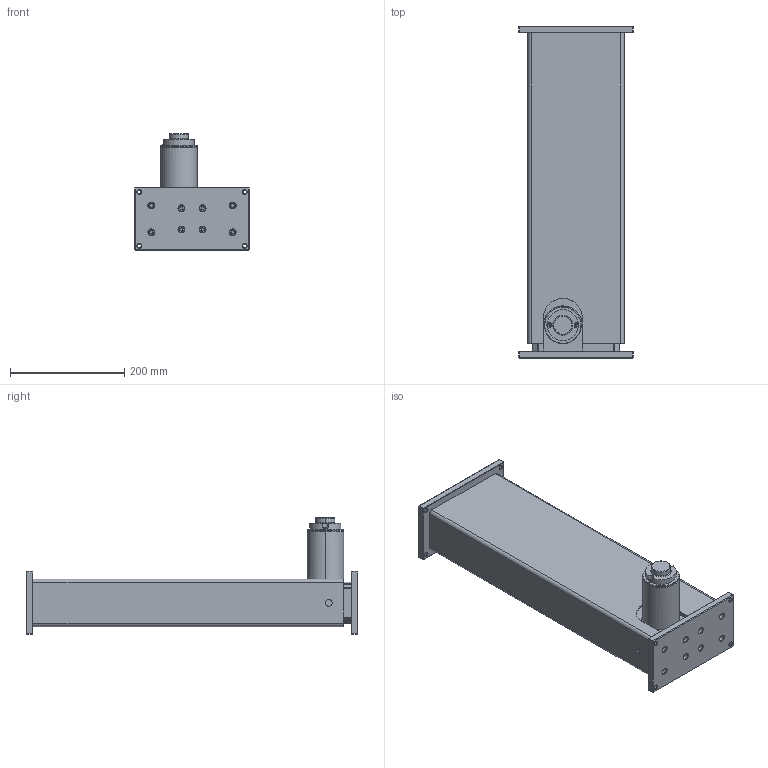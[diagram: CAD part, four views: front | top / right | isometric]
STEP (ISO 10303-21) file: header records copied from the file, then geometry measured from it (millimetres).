
FILE_DESCRIPTION (( 'STEP AP214' ), '1' );
FILE_NAME ('LG-12.STEP', '2023-08-04T17:55:38', ( '' ), ( '' ), 'SwSTEP 2.0', 'SolidWorks 2018', '' );
FILE_SCHEMA (( 'AUTOMOTIVE_DESIGN' ));
Length unit declared in the file: millimetre
Products named in the file (6): LG-12-C1 (Column 1); LG-12-C2 (Column 2); LG-12-P1 (Base Plate); LG-12-P2 (Top Plate); LG-12; Motor
Assembly tree (5 placements, depth 2):
  LG-12
    LG-12-P1 (Base Plate)
    LG-12-C1 (Column 1)
    LG-12-C2 (Column 2)
    LG-12-P2 (Top Plate)
    Motor
Bounding box: 200 x 580 x 204 mm (x, y, z)
Volume: 7248174 mm3; surface area: 950191.1 mm2
Topology: 5 solids, 5 shells, 355 faces, 872 edges, 546 vertices
Faces by surface type: cone 147, cylinder 113, plane 87, torus 8
Entity records: 11095 total; most frequent: CARTESIAN_POINT 2056, DIRECTION 2003, ORIENTED_EDGE 1744, EDGE_CURVE 872, AXIS2_PLACEMENT_3D 785, VERTEX_POINT 546, VECTOR 433, LINE 433
